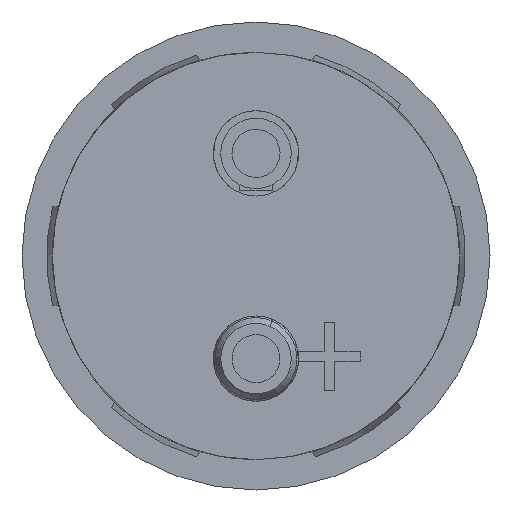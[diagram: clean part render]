
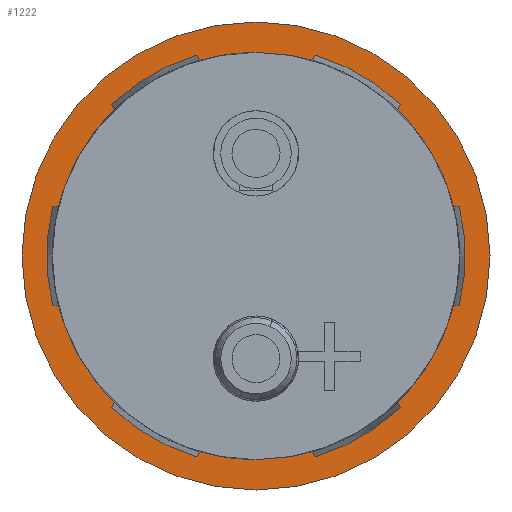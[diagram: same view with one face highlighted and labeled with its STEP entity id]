
A CAD part, front view. The second image highlights one B-rep face of the part: STEP entity #1222.
In plain terms, the highlighted face is planar.
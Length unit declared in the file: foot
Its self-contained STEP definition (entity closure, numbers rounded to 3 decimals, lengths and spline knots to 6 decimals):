
#50 = EDGE_LOOP ( 'NONE', ( #2063, #4853, #1930, #208, #504, #3756, #3996, #2020 ) ) ;
#208 = ORIENTED_EDGE ( 'NONE', *, *, #3263, .T. ) ;
#311 = DIRECTION ( 'NONE',  ( 0., 0., 1. ) ) ;
#323 = CARTESIAN_POINT ( 'NONE',  ( 0.004555, 0., 0. ) ) ;
#343 = EDGE_CURVE ( 'NONE', #1632, #1144, #1152, .T. ) ;
#345 = DIRECTION ( 'NONE',  ( -1., 0., 0. ) ) ;
#368 = VERTEX_POINT ( 'NONE', #4404 ) ;
#387 = EDGE_CURVE ( 'NONE', #743, #1632, #2435, .T. ) ;
#453 = CIRCLE ( 'NONE', #1717, 0.010333 ) ;
#465 = EDGE_CURVE ( 'NONE', #3029, #1053, #4068, .T. ) ;
#504 = ORIENTED_EDGE ( 'NONE', *, *, #387, .T. ) ;
#525 = AXIS2_PLACEMENT_3D ( 'NONE', #3731, #4785, #2189 ) ;
#599 = CARTESIAN_POINT ( 'NONE',  ( 0.004555, -0.007178, 0.007433 ) ) ;
#695 = EDGE_CURVE ( 'NONE', #2770, #3029, #4374, .T. ) ;
#743 = VERTEX_POINT ( 'NONE', #4544 ) ;
#761 = DIRECTION ( 'NONE',  ( -1., 0., 0. ) ) ;
#800 = CARTESIAN_POINT ( 'NONE',  ( 0.004555, 0., 0.011875 ) ) ;
#833 = CARTESIAN_POINT ( 'NONE',  ( 0.004555, 0.010026, 0.0025 ) ) ;
#907 = CARTESIAN_POINT ( 'NONE',  ( 0.004555, 0., 0. ) ) ;
#941 = AXIS2_PLACEMENT_3D ( 'NONE', #4280, #1570, #3895 ) ;
#982 = DIRECTION ( 'NONE',  ( 0., 0., 1. ) ) ;
#1049 = AXIS2_PLACEMENT_3D ( 'NONE', #4849, #1992, #3376 ) ;
#1053 = VERTEX_POINT ( 'NONE', #2302 ) ;
#1111 = EDGE_CURVE ( 'NONE', #2456, #3205, #1526, .T. ) ;
#1135 = CARTESIAN_POINT ( 'NONE',  ( 0.004555, 0., 0. ) ) ;
#1144 = VERTEX_POINT ( 'NONE', #3686 ) ;
#1152 = CIRCLE ( 'NONE', #3343, 0.010333 ) ;
#1158 = CIRCLE ( 'NONE', #4883, 0.011875 ) ;
#1213 = AXIS2_PLACEMENT_3D ( 'NONE', #907, #4799, #2464 ) ;
#1222 = ADVANCED_FACE ( 'NONE', ( #4818, #4208 ), #2279, .F. ) ;
#1278 = DIRECTION ( 'NONE',  ( -1., 0., 0. ) ) ;
#1526 = CIRCLE ( 'NONE', #525, 0.011875 ) ;
#1537 = ORIENTED_EDGE ( 'NONE', *, *, #1111, .F. ) ;
#1570 = DIRECTION ( 'NONE',  ( -1., 0., 0. ) ) ;
#1632 = VERTEX_POINT ( 'NONE', #4178 ) ;
#1658 = ORIENTED_EDGE ( 'NONE', *, *, #1790, .F. ) ;
#1717 = AXIS2_PLACEMENT_3D ( 'NONE', #1135, #3476, #4259 ) ;
#1789 = DIRECTION ( 'NONE',  ( 0., 0., 1. ) ) ;
#1790 = EDGE_CURVE ( 'NONE', #3205, #2456, #1158, .T. ) ;
#1930 = ORIENTED_EDGE ( 'NONE', *, *, #2404, .T. ) ;
#1992 = DIRECTION ( 'NONE',  ( -1., 0., 0. ) ) ;
#2020 = ORIENTED_EDGE ( 'NONE', *, *, #2375, .T. ) ;
#2028 = CARTESIAN_POINT ( 'NONE',  ( 0.004555, 0., -0.011875 ) ) ;
#2063 = ORIENTED_EDGE ( 'NONE', *, *, #695, .T. ) ;
#2069 = CARTESIAN_POINT ( 'NONE',  ( 0.004555, 0., 0. ) ) ;
#2189 = DIRECTION ( 'NONE',  ( 0., 0., 1. ) ) ;
#2279 = PLANE ( 'NONE',  #4175 ) ;
#2302 = CARTESIAN_POINT ( 'NONE',  ( 0.004555, 0., 0.010333 ) ) ;
#2375 = EDGE_CURVE ( 'NONE', #368, #2770, #3985, .T. ) ;
#2386 = CARTESIAN_POINT ( 'NONE',  ( 0.004555, 0., 0. ) ) ;
#2404 = EDGE_CURVE ( 'NONE', #1053, #4763, #453, .T. ) ;
#2435 = CIRCLE ( 'NONE', #4943, 0.010333 ) ;
#2456 = VERTEX_POINT ( 'NONE', #800 ) ;
#2464 = DIRECTION ( 'NONE',  ( 0., 0.866, -0.5 ) ) ;
#2608 = DIRECTION ( 'NONE',  ( -1., 0., 0. ) ) ;
#2770 = VERTEX_POINT ( 'NONE', #599 ) ;
#3029 = VERTEX_POINT ( 'NONE', #3638 ) ;
#3126 = AXIS2_PLACEMENT_3D ( 'NONE', #3776, #345, #311 ) ;
#3205 = VERTEX_POINT ( 'NONE', #2028 ) ;
#3263 = EDGE_CURVE ( 'NONE', #4763, #743, #4539, .T. ) ;
#3343 = AXIS2_PLACEMENT_3D ( 'NONE', #4305, #1278, #3946 ) ;
#3375 = AXIS2_PLACEMENT_3D ( 'NONE', #3505, #761, #3644 ) ;
#3376 = DIRECTION ( 'NONE',  ( 0., 0., 1. ) ) ;
#3476 = DIRECTION ( 'NONE',  ( -1., 0., 0. ) ) ;
#3505 = CARTESIAN_POINT ( 'NONE',  ( 0.004555, 0., 0. ) ) ;
#3559 = CIRCLE ( 'NONE', #1213, 0.010333 ) ;
#3638 = CARTESIAN_POINT ( 'NONE',  ( 0.004555, -0.002848, 0.009933 ) ) ;
#3644 = DIRECTION ( 'NONE',  ( 0., 0.866, -0.5 ) ) ;
#3686 = CARTESIAN_POINT ( 'NONE',  ( 0.004555, -0.002848, -0.009933 ) ) ;
#3731 = CARTESIAN_POINT ( 'NONE',  ( 0.004555, 0., 0. ) ) ;
#3756 = ORIENTED_EDGE ( 'NONE', *, *, #343, .T. ) ;
#3776 = CARTESIAN_POINT ( 'NONE',  ( 0.004555, 0., 0. ) ) ;
#3895 = DIRECTION ( 'NONE',  ( 0., 0., 1. ) ) ;
#3946 = DIRECTION ( 'NONE',  ( 0., 0., 1. ) ) ;
#3985 = CIRCLE ( 'NONE', #3126, 0.010333 ) ;
#3996 = ORIENTED_EDGE ( 'NONE', *, *, #4144, .T. ) ;
#4068 = CIRCLE ( 'NONE', #1049, 0.010333 ) ;
#4144 = EDGE_CURVE ( 'NONE', #1144, #368, #3559, .T. ) ;
#4148 = DIRECTION ( 'NONE',  ( 0., 0., 1. ) ) ;
#4175 = AXIS2_PLACEMENT_3D ( 'NONE', #2386, #4945, #1789 ) ;
#4178 = CARTESIAN_POINT ( 'NONE',  ( 0.004555, 0., -0.010333 ) ) ;
#4208 = FACE_BOUND ( 'NONE', #50, .T. ) ;
#4216 = DIRECTION ( 'NONE',  ( -1., 0., 0. ) ) ;
#4259 = DIRECTION ( 'NONE',  ( 0., 0., 1. ) ) ;
#4280 = CARTESIAN_POINT ( 'NONE',  ( 0.004555, 0., 0. ) ) ;
#4305 = CARTESIAN_POINT ( 'NONE',  ( 0.004555, 0., 0. ) ) ;
#4374 = CIRCLE ( 'NONE', #3375, 0.010333 ) ;
#4404 = CARTESIAN_POINT ( 'NONE',  ( 0.004555, -0.007178, -0.007433 ) ) ;
#4539 = CIRCLE ( 'NONE', #941, 0.010333 ) ;
#4544 = CARTESIAN_POINT ( 'NONE',  ( 0.004555, 0.010026, -0.0025 ) ) ;
#4591 = EDGE_LOOP ( 'NONE', ( #1537, #1658 ) ) ;
#4763 = VERTEX_POINT ( 'NONE', #833 ) ;
#4785 = DIRECTION ( 'NONE',  ( -1., 0., 0. ) ) ;
#4799 = DIRECTION ( 'NONE',  ( -1., 0., 0. ) ) ;
#4818 = FACE_OUTER_BOUND ( 'NONE', #4591, .T. ) ;
#4849 = CARTESIAN_POINT ( 'NONE',  ( 0.004555, 0., 0. ) ) ;
#4853 = ORIENTED_EDGE ( 'NONE', *, *, #465, .T. ) ;
#4883 = AXIS2_PLACEMENT_3D ( 'NONE', #323, #4216, #982 ) ;
#4943 = AXIS2_PLACEMENT_3D ( 'NONE', #2069, #2608, #4148 ) ;
#4945 = DIRECTION ( 'NONE',  ( -1., 0., 0. ) ) ;
